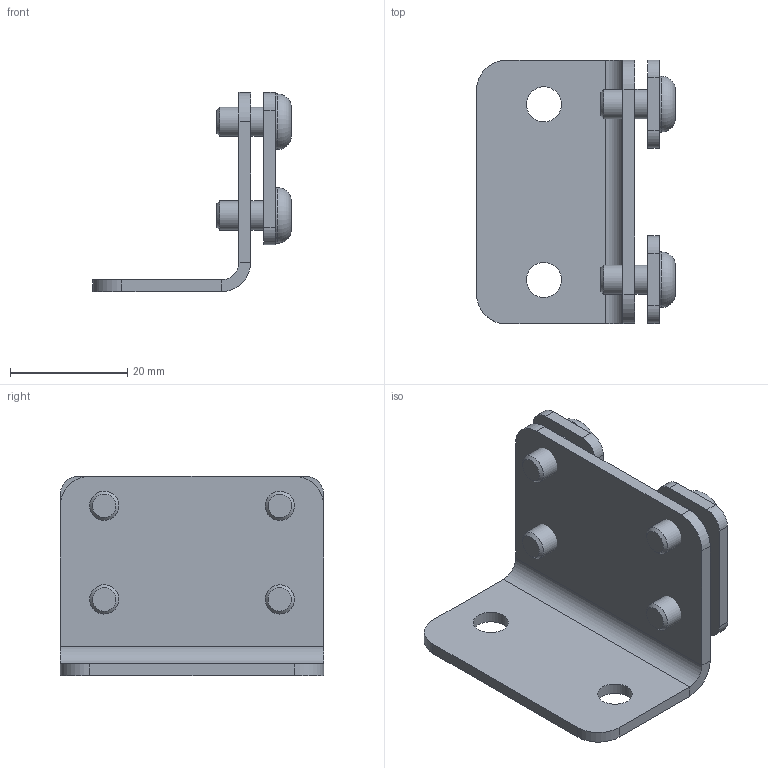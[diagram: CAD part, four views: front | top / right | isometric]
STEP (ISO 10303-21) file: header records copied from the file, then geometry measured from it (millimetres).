
FILE_DESCRIPTION(/* description */ ('Equerre de jonction'),/* implementation_level */ '2;1');
FILE_NAME(/* name */ '11291.stp',/* time_stamp */ '2022-10-21T15:29:57+02:00',/* author */ ('Giuliano'),/* organization */ (''),/* preprocessor_version */ 'ST-DEVELOPER v18.1',/* originating_system */ 'Autodesk Inventor 2021',/* authorisation */ '');
FILE_SCHEMA (('AUTOMOTIVE_DESIGN { 1 0 10303 214 3 1 1 }'));
Length unit declared in the file: millimetre
Products named in the file (4): 11291; 25864; 09188; 20113
Assembly tree (7 placements, depth 2):
  11291
    25864
    20113  x2
    09188  x4
Bounding box: 33.95 x 45 x 34 mm (x, y, z)
Volume: 7565.5 mm3; surface area: 8671.9 mm2
Topology: 7 solids, 7 shells, 104 faces, 250 edges, 164 vertices
Faces by surface type: plane 60, cylinder 32, cone 8, torus 4
Full cylindrical faces by diameter (mm): 4.134 x4, 5 x4, 6 x6, 9.5 x4
Entity records: 1673 total; most frequent: DIRECTION 280, CARTESIAN_POINT 273, ORIENTED_EDGE 240, EDGE_CURVE 120, AXIS2_PLACEMENT_3D 106, VERTEX_POINT 78, EDGE_LOOP 68, LINE 68
